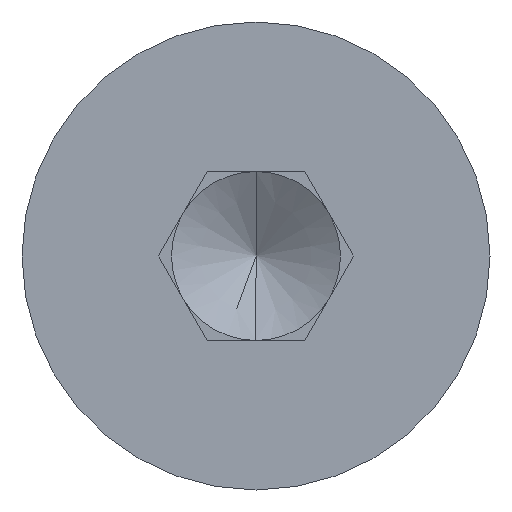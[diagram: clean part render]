
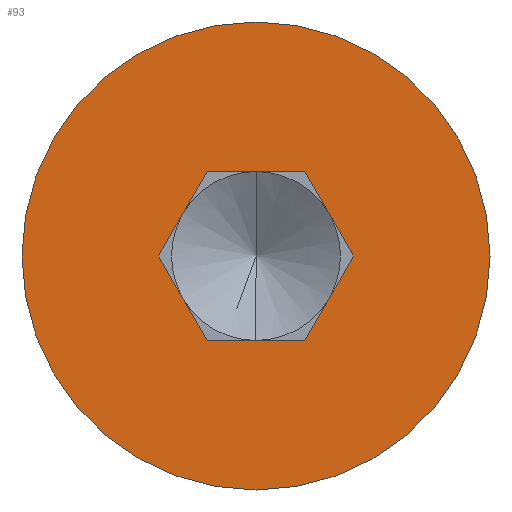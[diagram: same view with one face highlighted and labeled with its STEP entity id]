
A CAD part, left-side view. The second image highlights one B-rep face of the part: STEP entity #93.
In plain terms, the highlighted planar face has unit normal (-1, 0, 0).
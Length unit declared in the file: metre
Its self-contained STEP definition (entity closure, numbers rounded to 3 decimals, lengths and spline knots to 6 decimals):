
#93=ADVANCED_FACE('0:33',(#184,#185),#186,.T.);
#184=FACE_OUTER_BOUND('',#271,.T.);
#185=FACE_BOUND('',#272,.T.);
#186=PLANE('',#273);
#271=EDGE_LOOP('',(#455,#456));
#272=EDGE_LOOP('',(#457,#458,#459,#460,#461,#462));
#273=AXIS2_PLACEMENT_3D('',#463,#464,#465);
#455=ORIENTED_EDGE('',*,*,#530,.T.);
#456=ORIENTED_EDGE('',*,*,#544,.T.);
#457=ORIENTED_EDGE('',*,*,#574,.T.);
#458=ORIENTED_EDGE('',*,*,#538,.T.);
#459=ORIENTED_EDGE('',*,*,#502,.T.);
#460=ORIENTED_EDGE('',*,*,#560,.T.);
#461=ORIENTED_EDGE('',*,*,#567,.T.);
#462=ORIENTED_EDGE('',*,*,#575,.T.);
#463=CARTESIAN_POINT('',(0.0,0.0,0.0));
#464=DIRECTION('',(-1.0,0.0,0.0));
#465=DIRECTION('',(0.0,0.0,1.0));
#502=EDGE_CURVE('',#583,#584,#585,.T.);
#530=EDGE_CURVE('',#624,#629,#631,.T.);
#538=EDGE_CURVE('',#641,#583,#642,.T.);
#544=EDGE_CURVE('',#629,#624,#649,.T.);
#560=EDGE_CURVE('',#584,#668,#669,.T.);
#567=EDGE_CURVE('',#668,#677,#678,.T.);
#574=EDGE_CURVE('',#685,#641,#686,.T.);
#575=EDGE_CURVE('',#677,#685,#687,.T.);
#583=VERTEX_POINT('',#695);
#584=VERTEX_POINT('',#696);
#585=LINE('',#697,#698);
#624=VERTEX_POINT('',#746);
#629=VERTEX_POINT('',#752);
#631=CIRCLE('',#755,0.00277);
#641=VERTEX_POINT('',#767);
#642=LINE('',#768,#769);
#649=CIRCLE('',#779,0.00277);
#668=VERTEX_POINT('',#802);
#669=LINE('',#803,#804);
#677=VERTEX_POINT('',#816);
#678=LINE('',#817,#818);
#685=VERTEX_POINT('',#828);
#686=LINE('',#829,#830);
#687=LINE('',#831,#832);
#695=CARTESIAN_POINT('',(-0.0,-0.000577,-0.001));
#696=CARTESIAN_POINT('',(0.0,0.000577,-0.001));
#697=CARTESIAN_POINT('',(0.0,-0.000577,-0.001));
#698=VECTOR('',#840,1.0);
#746=CARTESIAN_POINT('',(0.0,0.0,0.00277));
#752=CARTESIAN_POINT('',(0.0,0.,-0.00277));
#755=AXIS2_PLACEMENT_3D('',#885,#886,#887);
#767=CARTESIAN_POINT('',(0.0,-0.001155,0.0));
#768=CARTESIAN_POINT('',(0.0,-0.001155,0.));
#769=VECTOR('',#896,1.0);
#779=AXIS2_PLACEMENT_3D('',#900,#901,#902);
#802=CARTESIAN_POINT('',(0.0,0.001155,0.));
#803=CARTESIAN_POINT('',(0.0,0.000577,-0.001));
#804=VECTOR('',#922,1.0);
#816=CARTESIAN_POINT('',(0.0,0.000577,0.001));
#817=CARTESIAN_POINT('',(0.0,0.001155,0.));
#818=VECTOR('',#927,1.0);
#828=CARTESIAN_POINT('',(0.0,-0.000577,0.001));
#829=CARTESIAN_POINT('',(0.0,-0.000577,0.001));
#830=VECTOR('',#931,1.0);
#831=CARTESIAN_POINT('',(0.0,0.000577,0.001));
#832=VECTOR('',#932,1.0);
#840=DIRECTION('',(0.0,1.0,0.));
#885=CARTESIAN_POINT('',(0.0,0.0,0.0));
#886=DIRECTION('',(-1.0,0.0,0.0));
#887=DIRECTION('',(0.0,0.0,1.0));
#896=DIRECTION('',(0.0,0.5,-0.866));
#900=CARTESIAN_POINT('',(0.0,0.0,0.0));
#901=DIRECTION('',(-1.0,0.0,0.0));
#902=DIRECTION('',(0.0,0.0,1.0));
#922=DIRECTION('',(0.0,0.5,0.866));
#927=DIRECTION('',(0.0,-0.5,0.866));
#931=DIRECTION('',(-0.0,-0.5,-0.866));
#932=DIRECTION('',(0.0,-1.0,0.0));
